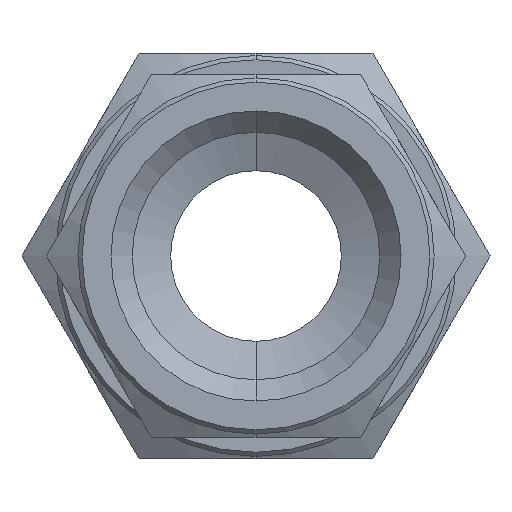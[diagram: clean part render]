
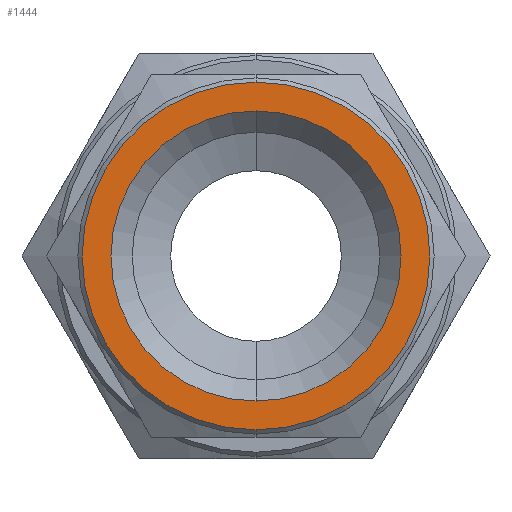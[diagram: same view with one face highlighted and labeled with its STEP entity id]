
A CAD part, front view. The second image highlights one B-rep face of the part: STEP entity #1444.
In plain terms, the highlighted planar face has unit normal (0, -1, 0).
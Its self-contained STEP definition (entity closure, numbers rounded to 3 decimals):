
#48 = CARTESIAN_POINT ( 'NONE',  ( 0., 0., -6.8 ) ) ;
#82 = CARTESIAN_POINT ( 'NONE',  ( 0., 0., 6.8 ) ) ;
#88 = CARTESIAN_POINT ( 'NONE',  ( 0., 0., -8.15 ) ) ;
#148 = CARTESIAN_POINT ( 'NONE',  ( 0., 0., 0. ) ) ;
#149 = DIRECTION ( 'NONE',  ( 0., -1., 0. ) ) ;
#150 = DIRECTION ( 'NONE',  ( 0., 0., -1. ) ) ;
#151 = CARTESIAN_POINT ( 'NONE',  ( 0., 0., 0. ) ) ;
#152 = DIRECTION ( 'NONE',  ( 0., -1., 0. ) ) ;
#153 = DIRECTION ( 'NONE',  ( 0., 0., -1. ) ) ;
#195 = PLANE ( 'NONE',  #1237 ) ;
#196 = CARTESIAN_POINT ( 'NONE',  ( 8.15, 0., 0. ) ) ;
#197 = DIRECTION ( 'NONE',  ( 0., -1., 0. ) ) ;
#198 = DIRECTION ( 'NONE',  ( 0., 0., -1. ) ) ;
#288 = EDGE_LOOP ( 'NONE', ( #1663, #1665 ) ) ;
#476 = FACE_BOUND ( 'NONE', #288, .T. ) ;
#477 = FACE_OUTER_BOUND ( 'NONE', #558, .T. ) ;
#558 = EDGE_LOOP ( 'NONE', ( #1662, #1667 ) ) ;
#575 = EDGE_CURVE ( 'NONE', #944, #910, #720, .T. ) ;
#661 = EDGE_CURVE ( 'NONE', #950, #1675, #703, .T. ) ;
#703 = CIRCLE ( 'NONE', #760, 8.15 ) ;
#720 = CIRCLE ( 'NONE', #748, 6.8 ) ;
#748 = AXIS2_PLACEMENT_3D ( 'NONE', #1371, #1372, #1370 ) ;
#760 = AXIS2_PLACEMENT_3D ( 'NONE', #832, #830, #831 ) ;
#830 = DIRECTION ( 'NONE',  ( 0., -1., 0. ) ) ;
#831 = DIRECTION ( 'NONE',  ( 0., 0., -1. ) ) ;
#832 = CARTESIAN_POINT ( 'NONE',  ( 0., 0., 0. ) ) ;
#910 = VERTEX_POINT ( 'NONE', #48 ) ;
#944 = VERTEX_POINT ( 'NONE', #82 ) ;
#950 = VERTEX_POINT ( 'NONE', #88 ) ;
#1208 = AXIS2_PLACEMENT_3D ( 'NONE', #151, #152, #153 ) ;
#1219 = AXIS2_PLACEMENT_3D ( 'NONE', #148, #149, #150 ) ;
#1226 = CIRCLE ( 'NONE', #1208, 8.15 ) ;
#1229 = CIRCLE ( 'NONE', #1219, 6.8 ) ;
#1237 = AXIS2_PLACEMENT_3D ( 'NONE', #196, #197, #198 ) ;
#1370 = DIRECTION ( 'NONE',  ( 0., 0., -1. ) ) ;
#1371 = CARTESIAN_POINT ( 'NONE',  ( 0., 0., 0. ) ) ;
#1372 = DIRECTION ( 'NONE',  ( 0., -1., 0. ) ) ;
#1430 = EDGE_CURVE ( 'NONE', #910, #944, #1229, .T. ) ;
#1431 = EDGE_CURVE ( 'NONE', #1675, #950, #1226, .T. ) ;
#1444 = ADVANCED_FACE ( 'NONE', ( #476, #477 ), #195, .T. ) ;
#1662 = ORIENTED_EDGE ( 'NONE', *, *, #1431, .T. ) ;
#1663 = ORIENTED_EDGE ( 'NONE', *, *, #1430, .F. ) ;
#1665 = ORIENTED_EDGE ( 'NONE', *, *, #575, .F. ) ;
#1667 = ORIENTED_EDGE ( 'NONE', *, *, #661, .T. ) ;
#1675 = VERTEX_POINT ( 'NONE', #1791 ) ;
#1791 = CARTESIAN_POINT ( 'NONE',  ( 0., 0., 8.15 ) ) ;
